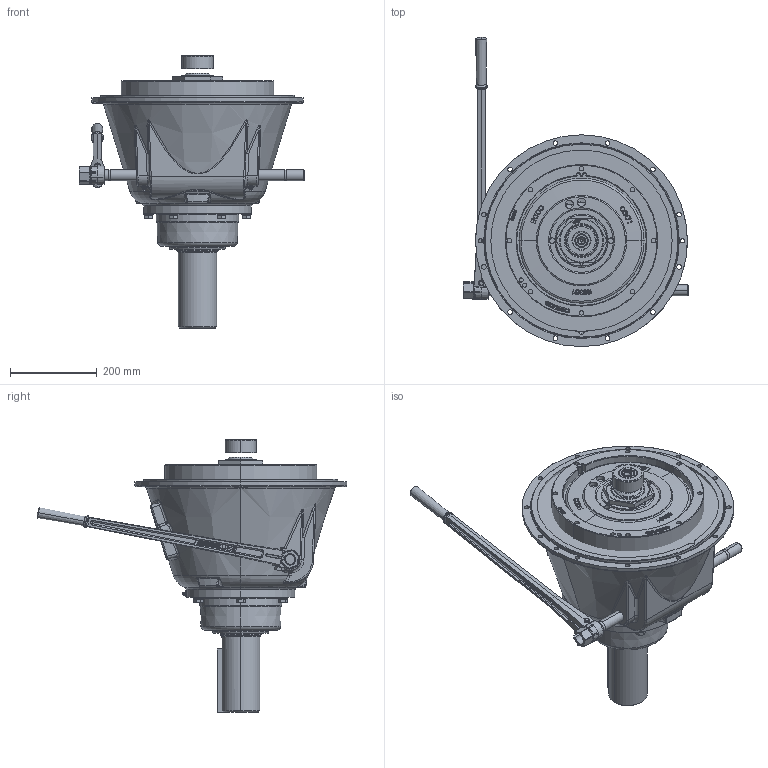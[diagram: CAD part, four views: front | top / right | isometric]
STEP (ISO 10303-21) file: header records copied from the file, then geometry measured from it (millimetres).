
FILE_DESCRIPTION (( 'STEP AP214' ), '1' );
FILE_NAME ('SP311P202.STEP', '2015-03-03T19:42:31', ( '' ), ( '' ), 'SwSTEP 2.0', 'SolidWorks 2010', '' );
FILE_SCHEMA (( 'AUTOMOTIVE_DESIGN' ));
Length unit declared in the file: millimetre
Products named in the file (1): SP311P202
Bounding box: 520.6 x 715.07 x 629.52 mm (x, y, z)
Surface area: 1332320.7 mm2 (no closed solid volume)
Topology: 0 solids, 73 shells, 1201 faces, 4088 edges, 2853 vertices
Faces by surface type: plane 376, bspline 300, cylinder 257, cone 130, torus 113, sphere 25
Entity records: 80353 total; most frequent: CARTESIAN_POINT 35580, ORIENTED_EDGE 6571, DIRECTION 5616, EDGE_CURVE 4061, VERTEX_POINT 2847, AXIS2_PLACEMENT_3D 2093, LINE 1430, VECTOR 1430
